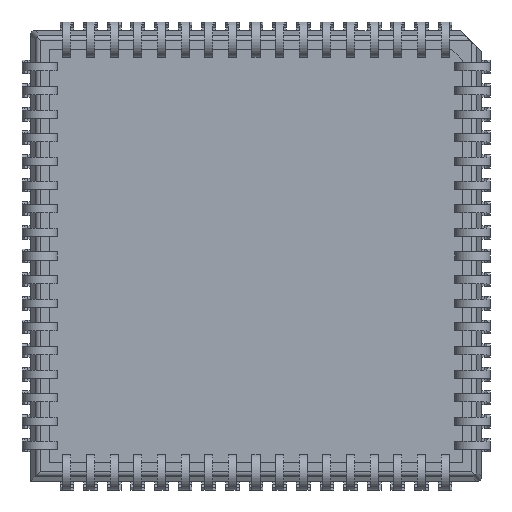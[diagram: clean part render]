
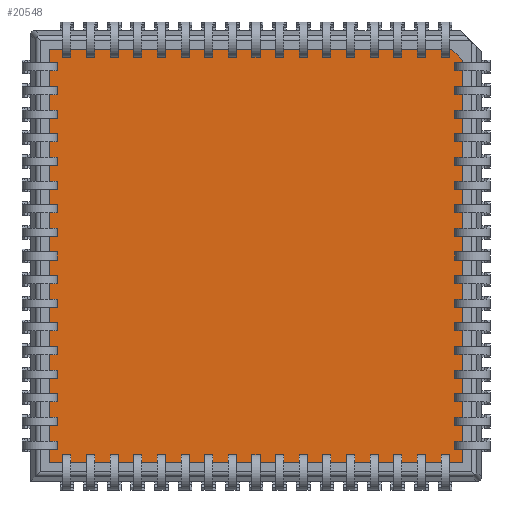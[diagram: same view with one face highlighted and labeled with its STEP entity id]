
A CAD part, front view. The second image highlights one B-rep face of the part: STEP entity #20548.
In plain terms, the highlighted planar face has unit normal (0, -1, 0).
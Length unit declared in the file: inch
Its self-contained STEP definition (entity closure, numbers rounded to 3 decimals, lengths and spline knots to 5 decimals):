
#4597 = DIRECTION ( 'NONE',  ( 0., 0., -1. ) ) ;
#4598 = VECTOR ( 'NONE', #4597, 39.37008 ) ;
#4599 = CARTESIAN_POINT ( 'NONE',  ( -0.43662, 0.032, 0.43662 ) ) ;
#4600 = LINE ( 'NONE', #4599, #4598 ) ;
#4601 = CARTESIAN_POINT ( 'NONE',  ( -0.43662, 0.032, 0.43662 ) ) ;
#4620 = CARTESIAN_POINT ( 'NONE',  ( -0.43662, 0.032, 0.43662 ) ) ;
#4621 = LINE ( 'NONE', #4620, #4655 ) ;
#4654 = DIRECTION ( 'NONE',  ( -1., 0., 0. ) ) ;
#4655 = VECTOR ( 'NONE', #4654, 39.37008 ) ;
#4683 = DIRECTION ( 'NONE',  ( -0.707, 0., 0.707 ) ) ;
#4684 = VECTOR ( 'NONE', #4683, 39.37008 ) ;
#4685 = CARTESIAN_POINT ( 'NONE',  ( 0.41412, 0.032, 0.43662 ) ) ;
#4686 = LINE ( 'NONE', #4685, #4684 ) ;
#4770 = CARTESIAN_POINT ( 'NONE',  ( -0.43662, 0.032, -0.43662 ) ) ;
#4789 = CARTESIAN_POINT ( 'NONE',  ( 0.43662, 0.032, 0.41412 ) ) ;
#4817 = CARTESIAN_POINT ( 'NONE',  ( 0.41412, 0.032, 0.43662 ) ) ;
#4832 = CARTESIAN_POINT ( 'NONE',  ( -0.43662, 0.032, -0.43662 ) ) ;
#4833 = LINE ( 'NONE', #4832, #4870 ) ;
#4860 = PLANE ( 'NONE',  #4879 ) ;
#4863 = FACE_OUTER_BOUND ( 'NONE', #20570, .T. ) ;
#4868 = CARTESIAN_POINT ( 'NONE',  ( 0.43662, 0.032, -0.43662 ) ) ;
#4869 = DIRECTION ( 'NONE',  ( 1., 0., 0. ) ) ;
#4870 = VECTOR ( 'NONE', #4869, 39.37008 ) ;
#4879 = AXIS2_PLACEMENT_3D ( 'NONE', #4902, #4901, #4900 ) ;
#4900 = DIRECTION ( 'NONE',  ( 0., 0., -1. ) ) ;
#4901 = DIRECTION ( 'NONE',  ( 0., -1., 0. ) ) ;
#4902 = CARTESIAN_POINT ( 'NONE',  ( -0.43662, 0.032, -0.43662 ) ) ;
#4945 = CARTESIAN_POINT ( 'NONE',  ( 0.43662, 0.032, 0.41412 ) ) ;
#4970 = DIRECTION ( 'NONE',  ( 0., 0., 1. ) ) ;
#4971 = VECTOR ( 'NONE', #4970, 39.37008 ) ;
#4977 = LINE ( 'NONE', #4945, #4971 ) ;
#20452 = EDGE_CURVE ( 'NONE', #20453, #20525, #4600, .T. ) ;
#20453 = VERTEX_POINT ( 'NONE', #4601 ) ;
#20467 = EDGE_CURVE ( 'NONE', #20531, #20453, #4621, .T. ) ;
#20474 = EDGE_CURVE ( 'NONE', #20526, #20531, #4686, .T. ) ;
#20525 = VERTEX_POINT ( 'NONE', #4770 ) ;
#20526 = VERTEX_POINT ( 'NONE', #4789 ) ;
#20531 = VERTEX_POINT ( 'NONE', #4817 ) ;
#20538 = ORIENTED_EDGE ( 'NONE', *, *, #20572, .T. ) ;
#20539 = EDGE_CURVE ( 'NONE', #20525, #20542, #4833, .T. ) ;
#20541 = ORIENTED_EDGE ( 'NONE', *, *, #20539, .T. ) ;
#20542 = VERTEX_POINT ( 'NONE', #4868 ) ;
#20543 = ORIENTED_EDGE ( 'NONE', *, *, #20474, .T. ) ;
#20548 = ADVANCED_FACE ( 'NONE', ( #4863 ), #4860, .T. ) ;
#20549 = ORIENTED_EDGE ( 'NONE', *, *, #20467, .T. ) ;
#20551 = ORIENTED_EDGE ( 'NONE', *, *, #20452, .T. ) ;
#20570 = EDGE_LOOP ( 'NONE', ( #20551, #20541, #20538, #20543, #20549 ) ) ;
#20572 = EDGE_CURVE ( 'NONE', #20542, #20526, #4977, .T. ) ;
